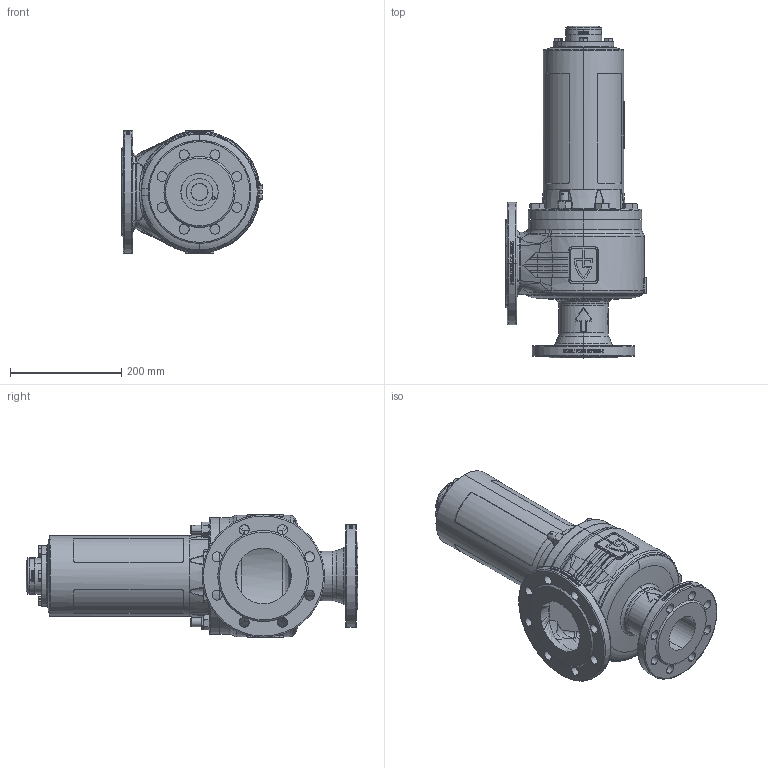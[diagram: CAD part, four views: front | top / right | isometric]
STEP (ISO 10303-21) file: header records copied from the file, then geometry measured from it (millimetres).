
FILE_DESCRIPTION (( 'STEP AP214' ), '1' );
FILE_NAME ('455TGFO_65_FLFL_65100_MD.STEP', '2020-08-20T11:52:17', ( '' ), ( '' ), 'SwSTEP 2.0', 'SolidWorks 2020', '' );
FILE_SCHEMA (( 'AUTOMOTIVE_DESIGN' ));
Length unit declared in the file: millimetre
Products named in the file (1): 455TGFO_65_FLFL_65100_MD
Bounding box: 253 x 596.75 x 221 mm (x, y, z)
Volume: 4010155 mm3; surface area: 892101.5 mm2
Topology: 19 solids, 19 shells, 2559 faces, 6553 edges, 4175 vertices
Faces by surface type: plane 1008, bspline 736, cylinder 468, cone 239, torus 107, sphere 1
Entity records: 198931 total; most frequent: CARTESIAN_POINT 114362, ORIENTED_EDGE 12984, DIRECTION 9638, EDGE_CURVE 6492, VERTEX_POINT 4175, AXIS2_PLACEMENT_3D 3811, EDGE_LOOP 2847, UNCERTAINTY_MEASURE_WITH_UNIT 2574
